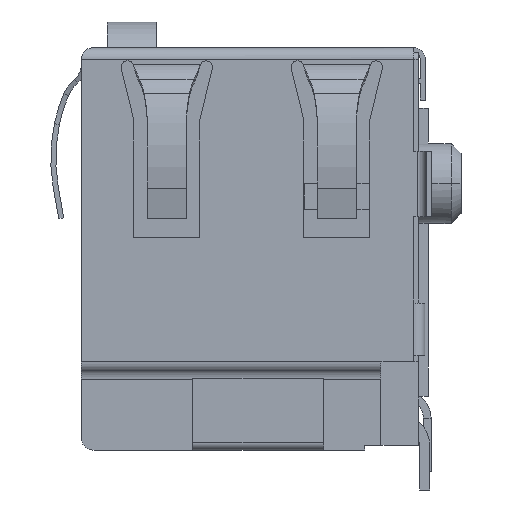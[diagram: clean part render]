
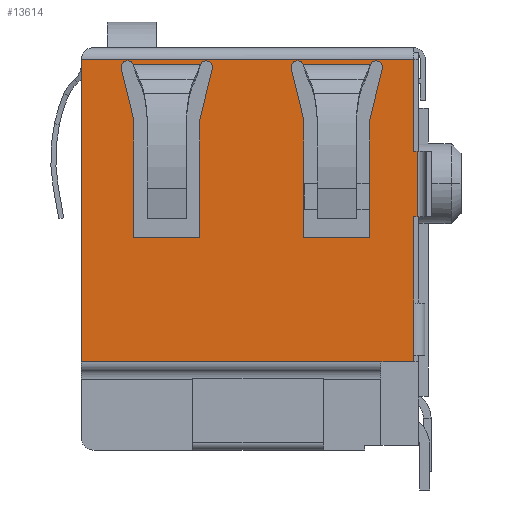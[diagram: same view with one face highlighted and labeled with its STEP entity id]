
A CAD part, left-side view. The second image highlights one B-rep face of the part: STEP entity #13614.
In plain terms, the highlighted planar face has unit normal (-1, 0, 0).
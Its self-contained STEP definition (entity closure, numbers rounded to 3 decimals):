
#479 = EDGE_CURVE('',#480,#482,#484,.T.);
#480 = VERTEX_POINT('',#481);
#481 = CARTESIAN_POINT('',(-8.13,1.652,-0.819));
#482 = VERTEX_POINT('',#483);
#483 = CARTESIAN_POINT('',(-8.13,1.645,-0.76));
#484 = CIRCLE('',#485,0.25);
#485 = AXIS2_PLACEMENT_3D('',#486,#487,#488);
#486 = CARTESIAN_POINT('',(-8.13,1.895,-0.76));
#487 = DIRECTION('',(-1.,-0.,0.));
#488 = DIRECTION('',(0.,-0.972,-0.237));
#533 = VERTEX_POINT('',#534);
#534 = CARTESIAN_POINT('',(-8.13,5.188,-0.819));
#540 = EDGE_CURVE('',#541,#533,#543,.T.);
#541 = VERTEX_POINT('',#542);
#542 = CARTESIAN_POINT('',(-8.13,5.195,-0.76));
#543 = CIRCLE('',#544,0.25);
#544 = AXIS2_PLACEMENT_3D('',#545,#546,#547);
#545 = CARTESIAN_POINT('',(-8.13,4.945,-0.76));
#546 = DIRECTION('',(-1.,0.,0.));
#547 = DIRECTION('',(0.,-0.877,0.48));
#563 = EDGE_CURVE('',#564,#566,#568,.T.);
#564 = VERTEX_POINT('',#565);
#565 = CARTESIAN_POINT('',(-8.13,-4.948,-0.819));
#566 = VERTEX_POINT('',#567);
#567 = CARTESIAN_POINT('',(-8.13,-4.955,-0.76));
#568 = CIRCLE('',#569,0.25);
#569 = AXIS2_PLACEMENT_3D('',#570,#571,#572);
#570 = CARTESIAN_POINT('',(-8.13,-4.705,-0.76));
#571 = DIRECTION('',(-1.,-0.,0.));
#572 = DIRECTION('',(0.,-0.972,-0.237));
#617 = VERTEX_POINT('',#618);
#618 = CARTESIAN_POINT('',(-8.13,-1.412,-0.819));
#624 = EDGE_CURVE('',#625,#617,#627,.T.);
#625 = VERTEX_POINT('',#626);
#626 = CARTESIAN_POINT('',(-8.13,-1.405,-0.76));
#627 = CIRCLE('',#628,0.25);
#628 = AXIS2_PLACEMENT_3D('',#629,#630,#631);
#629 = CARTESIAN_POINT('',(-8.13,-1.655,-0.76));
#630 = DIRECTION('',(-1.,0.,0.));
#631 = DIRECTION('',(0.,-0.877,0.48));
#1205 = VERTEX_POINT('',#1206);
#1206 = CARTESIAN_POINT('',(-8.13,6.735,-12.19));
#1213 = EDGE_CURVE('',#1205,#1214,#1216,.T.);
#1214 = VERTEX_POINT('',#1215);
#1215 = CARTESIAN_POINT('',(-8.13,6.735,-0.45));
#1216 = LINE('',#1217,#1218);
#1217 = CARTESIAN_POINT('',(-8.13,6.735,-12.19));
#1218 = VECTOR('',#1219,1.);
#1219 = DIRECTION('',(0.,0.,1.));
#3777 = VERTEX_POINT('',#3778);
#3778 = CARTESIAN_POINT('',(-8.13,-6.165,-0.45));
#3785 = EDGE_CURVE('',#3786,#3777,#3788,.T.);
#3786 = VERTEX_POINT('',#3787);
#3787 = CARTESIAN_POINT('',(-8.13,-6.165,-4.025));
#3788 = LINE('',#3789,#3790);
#3789 = CARTESIAN_POINT('',(-8.13,-6.165,-4.025));
#3790 = VECTOR('',#3791,1.);
#3791 = DIRECTION('',(0.,0.,1.));
#3810 = VERTEX_POINT('',#3811);
#3811 = CARTESIAN_POINT('',(-8.13,-6.165,-6.565));
#3817 = EDGE_CURVE('',#3818,#3810,#3820,.T.);
#3818 = VERTEX_POINT('',#3819);
#3819 = CARTESIAN_POINT('',(-8.13,-6.165,-9.91));
#3820 = LINE('',#3821,#3822);
#3821 = CARTESIAN_POINT('',(-8.13,-6.165,-9.91));
#3822 = VECTOR('',#3823,1.);
#3823 = DIRECTION('',(0.,0.,1.));
#3842 = VERTEX_POINT('',#3843);
#3843 = CARTESIAN_POINT('',(-8.13,-6.165,-11.94));
#3849 = EDGE_CURVE('',#3850,#3842,#3852,.T.);
#3850 = VERTEX_POINT('',#3851);
#3851 = CARTESIAN_POINT('',(-8.13,-6.165,-12.19));
#3852 = LINE('',#3853,#3854);
#3853 = CARTESIAN_POINT('',(-8.13,-6.165,-12.19));
#3854 = VECTOR('',#3855,1.);
#3855 = DIRECTION('',(0.,0.,1.));
#13513 = VERTEX_POINT('',#13514);
#13514 = CARTESIAN_POINT('',(-8.13,-1.874,-0.64));
#13576 = EDGE_CURVE('',#13513,#625,#13577,.T.);
#13577 = CIRCLE('',#13578,0.25);
#13578 = AXIS2_PLACEMENT_3D('',#13579,#13580,#13581);
#13579 = CARTESIAN_POINT('',(-8.13,-1.655,-0.76));
#13580 = DIRECTION('',(-1.,0.,0.));
#13581 = DIRECTION('',(0.,-0.877,0.48));
#13595 = VERTEX_POINT('',#13596);
#13596 = CARTESIAN_POINT('',(-8.13,-1.895,-2.8));
#13604 = EDGE_CURVE('',#617,#13595,#13605,.T.);
#13605 = LINE('',#13606,#13607);
#13606 = CARTESIAN_POINT('',(-8.13,-1.412,-0.819));
#13607 = VECTOR('',#13608,1.);
#13608 = DIRECTION('',(0.,-0.237,-0.972));
#13614 = ADVANCED_FACE('',(#13615,#13669,#13735),#13786,.T.);
#13615 = FACE_BOUND('',#13616,.T.);
#13616 = EDGE_LOOP('',(#13617,#13623,#13624,#13632,#13640,#13646,#13647,
    #13653,#13654,#13662,#13668));
#13617 = ORIENTED_EDGE('',*,*,#13618,.T.);
#13618 = EDGE_CURVE('',#3842,#3818,#13619,.T.);
#13619 = LINE('',#13620,#13621);
#13620 = CARTESIAN_POINT('',(-8.13,-6.165,-11.94));
#13621 = VECTOR('',#13622,1.);
#13622 = DIRECTION('',(0.,0.,1.));
#13623 = ORIENTED_EDGE('',*,*,#3817,.T.);
#13624 = ORIENTED_EDGE('',*,*,#13625,.T.);
#13625 = EDGE_CURVE('',#3810,#13626,#13628,.T.);
#13626 = VERTEX_POINT('',#13627);
#13627 = CARTESIAN_POINT('',(-8.13,-6.295,-6.565));
#13628 = LINE('',#13629,#13630);
#13629 = CARTESIAN_POINT('',(-8.13,-6.165,-6.565));
#13630 = VECTOR('',#13631,1.);
#13631 = DIRECTION('',(0.,-1.,0.));
#13632 = ORIENTED_EDGE('',*,*,#13633,.T.);
#13633 = EDGE_CURVE('',#13626,#13634,#13636,.T.);
#13634 = VERTEX_POINT('',#13635);
#13635 = CARTESIAN_POINT('',(-8.13,-6.295,-4.025));
#13636 = LINE('',#13637,#13638);
#13637 = CARTESIAN_POINT('',(-8.13,-6.295,-6.565));
#13638 = VECTOR('',#13639,1.);
#13639 = DIRECTION('',(0.,0.,1.));
#13640 = ORIENTED_EDGE('',*,*,#13641,.F.);
#13641 = EDGE_CURVE('',#3786,#13634,#13642,.T.);
#13642 = LINE('',#13643,#13644);
#13643 = CARTESIAN_POINT('',(-8.13,-6.165,-4.025));
#13644 = VECTOR('',#13645,1.);
#13645 = DIRECTION('',(0.,-1.,0.));
#13646 = ORIENTED_EDGE('',*,*,#3785,.T.);
#13647 = ORIENTED_EDGE('',*,*,#13648,.F.);
#13648 = EDGE_CURVE('',#1214,#3777,#13649,.T.);
#13649 = LINE('',#13650,#13651);
#13650 = CARTESIAN_POINT('',(-8.13,6.735,-0.45));
#13651 = VECTOR('',#13652,1.);
#13652 = DIRECTION('',(0.,-1.,0.));
#13653 = ORIENTED_EDGE('',*,*,#1213,.F.);
#13654 = ORIENTED_EDGE('',*,*,#13655,.T.);
#13655 = EDGE_CURVE('',#1205,#13656,#13658,.T.);
#13656 = VERTEX_POINT('',#13657);
#13657 = CARTESIAN_POINT('',(-8.13,-4.895,-12.19));
#13658 = LINE('',#13659,#13660);
#13659 = CARTESIAN_POINT('',(-8.13,6.735,-12.19));
#13660 = VECTOR('',#13661,1.);
#13661 = DIRECTION('',(0.,-1.,0.));
#13662 = ORIENTED_EDGE('',*,*,#13663,.F.);
#13663 = EDGE_CURVE('',#3850,#13656,#13664,.T.);
#13664 = LINE('',#13665,#13666);
#13665 = CARTESIAN_POINT('',(-8.13,-6.165,-12.19));
#13666 = VECTOR('',#13667,1.);
#13667 = DIRECTION('',(0.,1.,0.));
#13668 = ORIENTED_EDGE('',*,*,#3849,.T.);
#13669 = FACE_BOUND('',#13670,.T.);
#13670 = EDGE_LOOP('',(#13671,#13681,#13688,#13689,#13697,#13705,#13713,
    #13721,#13727,#13728));
#13671 = ORIENTED_EDGE('',*,*,#13672,.F.);
#13672 = EDGE_CURVE('',#13673,#13675,#13677,.T.);
#13673 = VERTEX_POINT('',#13674);
#13674 = CARTESIAN_POINT('',(-8.13,2.114,-0.64));
#13675 = VERTEX_POINT('',#13676);
#13676 = CARTESIAN_POINT('',(-8.13,4.726,-0.64));
#13677 = LINE('',#13678,#13679);
#13678 = CARTESIAN_POINT('',(-8.13,2.114,-0.64));
#13679 = VECTOR('',#13680,1.);
#13680 = DIRECTION('',(0.,1.,0.));
#13681 = ORIENTED_EDGE('',*,*,#13682,.F.);
#13682 = EDGE_CURVE('',#482,#13673,#13683,.T.);
#13683 = CIRCLE('',#13684,0.25);
#13684 = AXIS2_PLACEMENT_3D('',#13685,#13686,#13687);
#13685 = CARTESIAN_POINT('',(-8.13,1.895,-0.76));
#13686 = DIRECTION('',(-1.,-0.,0.));
#13687 = DIRECTION('',(0.,-0.972,-0.237));
#13688 = ORIENTED_EDGE('',*,*,#479,.F.);
#13689 = ORIENTED_EDGE('',*,*,#13690,.F.);
#13690 = EDGE_CURVE('',#13691,#480,#13693,.T.);
#13691 = VERTEX_POINT('',#13692);
#13692 = CARTESIAN_POINT('',(-8.13,2.135,-2.8));
#13693 = LINE('',#13694,#13695);
#13694 = CARTESIAN_POINT('',(-8.13,2.135,-2.8));
#13695 = VECTOR('',#13696,1.);
#13696 = DIRECTION('',(0.,-0.237,0.972));
#13697 = ORIENTED_EDGE('',*,*,#13698,.F.);
#13698 = EDGE_CURVE('',#13699,#13691,#13701,.T.);
#13699 = VERTEX_POINT('',#13700);
#13700 = CARTESIAN_POINT('',(-8.13,2.135,-7.37));
#13701 = LINE('',#13702,#13703);
#13702 = CARTESIAN_POINT('',(-8.13,2.135,-7.37));
#13703 = VECTOR('',#13704,1.);
#13704 = DIRECTION('',(0.,0.,1.));
#13705 = ORIENTED_EDGE('',*,*,#13706,.F.);
#13706 = EDGE_CURVE('',#13707,#13699,#13709,.T.);
#13707 = VERTEX_POINT('',#13708);
#13708 = CARTESIAN_POINT('',(-8.13,4.705,-7.37));
#13709 = LINE('',#13710,#13711);
#13710 = CARTESIAN_POINT('',(-8.13,4.705,-7.37));
#13711 = VECTOR('',#13712,1.);
#13712 = DIRECTION('',(0.,-1.,0.));
#13713 = ORIENTED_EDGE('',*,*,#13714,.F.);
#13714 = EDGE_CURVE('',#13715,#13707,#13717,.T.);
#13715 = VERTEX_POINT('',#13716);
#13716 = CARTESIAN_POINT('',(-8.13,4.705,-2.8));
#13717 = LINE('',#13718,#13719);
#13718 = CARTESIAN_POINT('',(-8.13,4.705,-2.8));
#13719 = VECTOR('',#13720,1.);
#13720 = DIRECTION('',(0.,0.,-1.));
#13721 = ORIENTED_EDGE('',*,*,#13722,.F.);
#13722 = EDGE_CURVE('',#533,#13715,#13723,.T.);
#13723 = LINE('',#13724,#13725);
#13724 = CARTESIAN_POINT('',(-8.13,5.188,-0.819));
#13725 = VECTOR('',#13726,1.);
#13726 = DIRECTION('',(0.,-0.237,-0.972));
#13727 = ORIENTED_EDGE('',*,*,#540,.F.);
#13728 = ORIENTED_EDGE('',*,*,#13729,.F.);
#13729 = EDGE_CURVE('',#13675,#541,#13730,.T.);
#13730 = CIRCLE('',#13731,0.25);
#13731 = AXIS2_PLACEMENT_3D('',#13732,#13733,#13734);
#13732 = CARTESIAN_POINT('',(-8.13,4.945,-0.76));
#13733 = DIRECTION('',(-1.,0.,0.));
#13734 = DIRECTION('',(0.,-0.877,0.48));
#13735 = FACE_BOUND('',#13736,.T.);
#13736 = EDGE_LOOP('',(#13737,#13745,#13752,#13753,#13761,#13769,#13777,
    #13783,#13784,#13785));
#13737 = ORIENTED_EDGE('',*,*,#13738,.F.);
#13738 = EDGE_CURVE('',#13739,#13513,#13741,.T.);
#13739 = VERTEX_POINT('',#13740);
#13740 = CARTESIAN_POINT('',(-8.13,-4.486,-0.64));
#13741 = LINE('',#13742,#13743);
#13742 = CARTESIAN_POINT('',(-8.13,-4.486,-0.64));
#13743 = VECTOR('',#13744,1.);
#13744 = DIRECTION('',(0.,1.,0.));
#13745 = ORIENTED_EDGE('',*,*,#13746,.F.);
#13746 = EDGE_CURVE('',#566,#13739,#13747,.T.);
#13747 = CIRCLE('',#13748,0.25);
#13748 = AXIS2_PLACEMENT_3D('',#13749,#13750,#13751);
#13749 = CARTESIAN_POINT('',(-8.13,-4.705,-0.76));
#13750 = DIRECTION('',(-1.,-0.,0.));
#13751 = DIRECTION('',(0.,-0.972,-0.237));
#13752 = ORIENTED_EDGE('',*,*,#563,.F.);
#13753 = ORIENTED_EDGE('',*,*,#13754,.F.);
#13754 = EDGE_CURVE('',#13755,#564,#13757,.T.);
#13755 = VERTEX_POINT('',#13756);
#13756 = CARTESIAN_POINT('',(-8.13,-4.465,-2.8));
#13757 = LINE('',#13758,#13759);
#13758 = CARTESIAN_POINT('',(-8.13,-4.465,-2.8));
#13759 = VECTOR('',#13760,1.);
#13760 = DIRECTION('',(0.,-0.237,0.972));
#13761 = ORIENTED_EDGE('',*,*,#13762,.F.);
#13762 = EDGE_CURVE('',#13763,#13755,#13765,.T.);
#13763 = VERTEX_POINT('',#13764);
#13764 = CARTESIAN_POINT('',(-8.13,-4.465,-7.37));
#13765 = LINE('',#13766,#13767);
#13766 = CARTESIAN_POINT('',(-8.13,-4.465,-7.37));
#13767 = VECTOR('',#13768,1.);
#13768 = DIRECTION('',(0.,0.,1.));
#13769 = ORIENTED_EDGE('',*,*,#13770,.F.);
#13770 = EDGE_CURVE('',#13771,#13763,#13773,.T.);
#13771 = VERTEX_POINT('',#13772);
#13772 = CARTESIAN_POINT('',(-8.13,-1.895,-7.37));
#13773 = LINE('',#13774,#13775);
#13774 = CARTESIAN_POINT('',(-8.13,-1.895,-7.37));
#13775 = VECTOR('',#13776,1.);
#13776 = DIRECTION('',(0.,-1.,0.));
#13777 = ORIENTED_EDGE('',*,*,#13778,.F.);
#13778 = EDGE_CURVE('',#13595,#13771,#13779,.T.);
#13779 = LINE('',#13780,#13781);
#13780 = CARTESIAN_POINT('',(-8.13,-1.895,-2.8));
#13781 = VECTOR('',#13782,1.);
#13782 = DIRECTION('',(0.,0.,-1.));
#13783 = ORIENTED_EDGE('',*,*,#13604,.F.);
#13784 = ORIENTED_EDGE('',*,*,#624,.F.);
#13785 = ORIENTED_EDGE('',*,*,#13576,.F.);
#13786 = PLANE('',#13787);
#13787 = AXIS2_PLACEMENT_3D('',#13788,#13789,#13790);
#13788 = CARTESIAN_POINT('',(-8.13,6.735,-12.19));
#13789 = DIRECTION('',(-1.,0.,0.));
#13790 = DIRECTION('',(0.,0.,1.));
